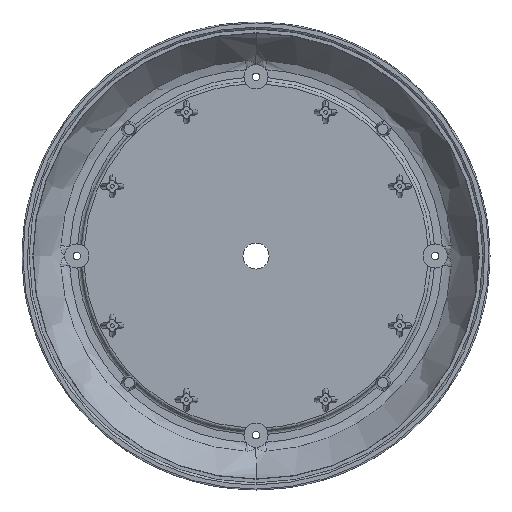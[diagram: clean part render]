
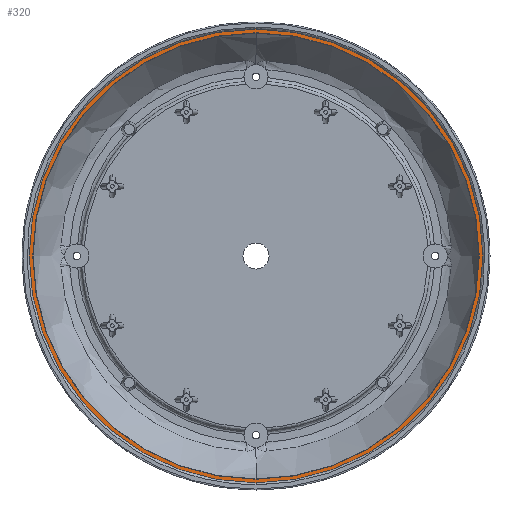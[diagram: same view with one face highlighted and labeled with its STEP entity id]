
A CAD part, front view. The second image highlights one B-rep face of the part: STEP entity #320.
In plain terms, the highlighted planar face has unit normal (0, -1, 0).
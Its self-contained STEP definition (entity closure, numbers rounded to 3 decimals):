
#320 = ADVANCED_FACE ( 'NONE', ( #17868, #17871 ), #13431, .F. ) ;
#1194 = CARTESIAN_POINT ( 'NONE',  ( 690., 46.802, 90. ) ) ;
#1195 = DIRECTION ( 'NONE',  ( 0., 1., 0. ) ) ;
#1196 = DIRECTION ( 'NONE',  ( 0., 0., -1. ) ) ;
#3086 = ORIENTED_EDGE ( 'NONE', *, *, #7636, .F. ) ;
#3087 = ORIENTED_EDGE ( 'NONE', *, *, #7917, .F. ) ;
#3088 = ORIENTED_EDGE ( 'NONE', *, *, #4132, .T. ) ;
#3089 = ORIENTED_EDGE ( 'NONE', *, *, #4939, .T. ) ;
#3862 = CIRCLE ( 'NONE', #13716, 120.196 ) ;
#4132 = EDGE_CURVE ( 'NONE', #18071, #18365, #3862, .T. ) ;
#4939 = EDGE_CURVE ( 'NONE', #18365, #18071, #21047, .T. ) ;
#6748 = CARTESIAN_POINT ( 'NONE',  ( 690., 46.802, -32.196 ) ) ;
#6754 = CARTESIAN_POINT ( 'NONE',  ( 690., 46.802, 210.196 ) ) ;
#6793 = CARTESIAN_POINT ( 'NONE',  ( 690., 46.802, 212.196 ) ) ;
#6921 = CARTESIAN_POINT ( 'NONE',  ( 690., 46.802, -30.196 ) ) ;
#7636 = EDGE_CURVE ( 'NONE', #18182, #18046, #21011, .T. ) ;
#7917 = EDGE_CURVE ( 'NONE', #18046, #18182, #11800, .T. ) ;
#11800 = CIRCLE ( 'NONE', #12391, 122.196 ) ;
#12267 = AXIS2_PLACEMENT_3D ( 'NONE', #21758, #21759, #21760 ) ;
#12313 = AXIS2_PLACEMENT_3D ( 'NONE', #1194, #1195, #1196 ) ;
#12391 = AXIS2_PLACEMENT_3D ( 'NONE', #14541, #14542, #14543 ) ;
#13426 = DIRECTION ( 'NONE',  ( 0., 0., 1. ) ) ;
#13427 = DIRECTION ( 'NONE',  ( 0., 1., 0. ) ) ;
#13431 = PLANE ( 'NONE',  #15898 ) ;
#13436 = CARTESIAN_POINT ( 'NONE',  ( 690., 46.802, 210.196 ) ) ;
#13716 = AXIS2_PLACEMENT_3D ( 'NONE', #17372, #17370, #17369 ) ;
#14541 = CARTESIAN_POINT ( 'NONE',  ( 690., 46.802, 90. ) ) ;
#14542 = DIRECTION ( 'NONE',  ( 0., 1., 0. ) ) ;
#14543 = DIRECTION ( 'NONE',  ( 0., 0., -1. ) ) ;
#15898 = AXIS2_PLACEMENT_3D ( 'NONE', #13436, #13427, #13426 ) ;
#17369 = DIRECTION ( 'NONE',  ( 0., 0., -1. ) ) ;
#17370 = DIRECTION ( 'NONE',  ( 0., 1., 0. ) ) ;
#17372 = CARTESIAN_POINT ( 'NONE',  ( 690., 46.802, 90. ) ) ;
#17868 = FACE_OUTER_BOUND ( 'NONE', #18594, .T. ) ;
#17871 = FACE_BOUND ( 'NONE', #18593, .T. ) ;
#18046 = VERTEX_POINT ( 'NONE', #6748 ) ;
#18071 = VERTEX_POINT ( 'NONE', #6754 ) ;
#18182 = VERTEX_POINT ( 'NONE', #6793 ) ;
#18365 = VERTEX_POINT ( 'NONE', #6921 ) ;
#18593 = EDGE_LOOP ( 'NONE', ( #3089, #3088 ) ) ;
#18594 = EDGE_LOOP ( 'NONE', ( #3087, #3086 ) ) ;
#21011 = CIRCLE ( 'NONE', #12313, 122.196 ) ;
#21047 = CIRCLE ( 'NONE', #12267, 120.196 ) ;
#21758 = CARTESIAN_POINT ( 'NONE',  ( 690., 46.802, 90. ) ) ;
#21759 = DIRECTION ( 'NONE',  ( 0., 1., 0. ) ) ;
#21760 = DIRECTION ( 'NONE',  ( 0., 0., -1. ) ) ;
